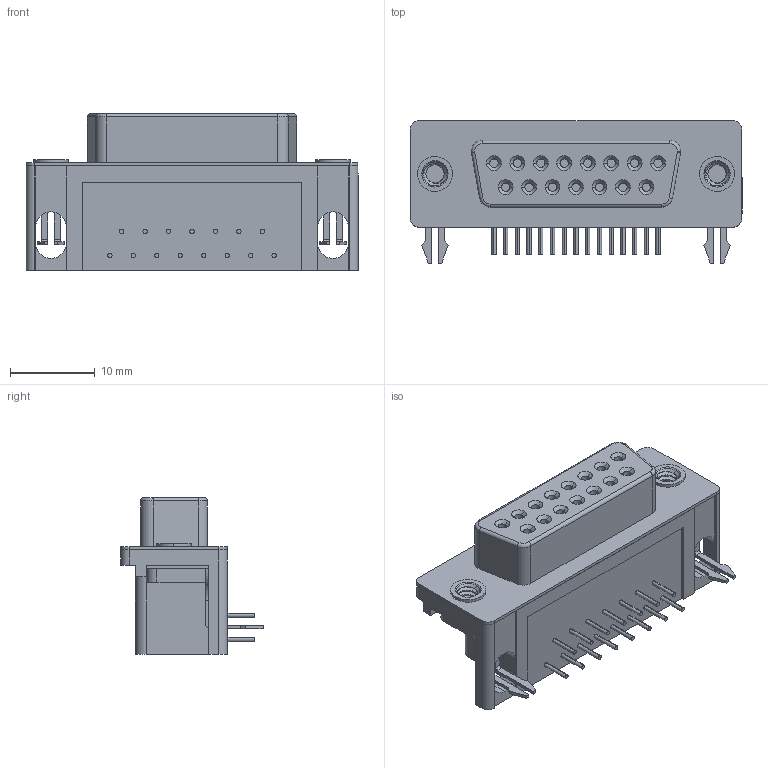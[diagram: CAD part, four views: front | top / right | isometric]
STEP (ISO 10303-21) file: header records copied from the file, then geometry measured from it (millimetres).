
FILE_DESCRIPTION (( 'STEP AP214' ), '1' );
FILE_NAME ('DA15-SL-25.STEP', '2020-08-26T09:08:53', ( '' ), ( '' ), 'SwSTEP 2.0', 'SolidWorks 2017', '' );
FILE_SCHEMA (( 'AUTOMOTIVE_DESIGN' ));
Length unit declared in the file: inch
Products named in the file (1): DA15-SL-25
Bounding box: 39.19 x 16.8 x 18.49 mm (x, y, z)
Volume: 5375.1 mm3; surface area: 4846.6 mm2
Topology: 17 solids, 17 shells, 354 faces, 832 edges, 534 vertices
Faces by surface type: plane 152, cylinder 151, cone 34, bspline 12, torus 5
Entity records: 16494 total; most frequent: CARTESIAN_POINT 5569, DIRECTION 1745, ORIENTED_EDGE 1664, EDGE_CURVE 832, AXIS2_PLACEMENT_3D 642, VERTEX_POINT 534, VECTOR 461, LINE 461
